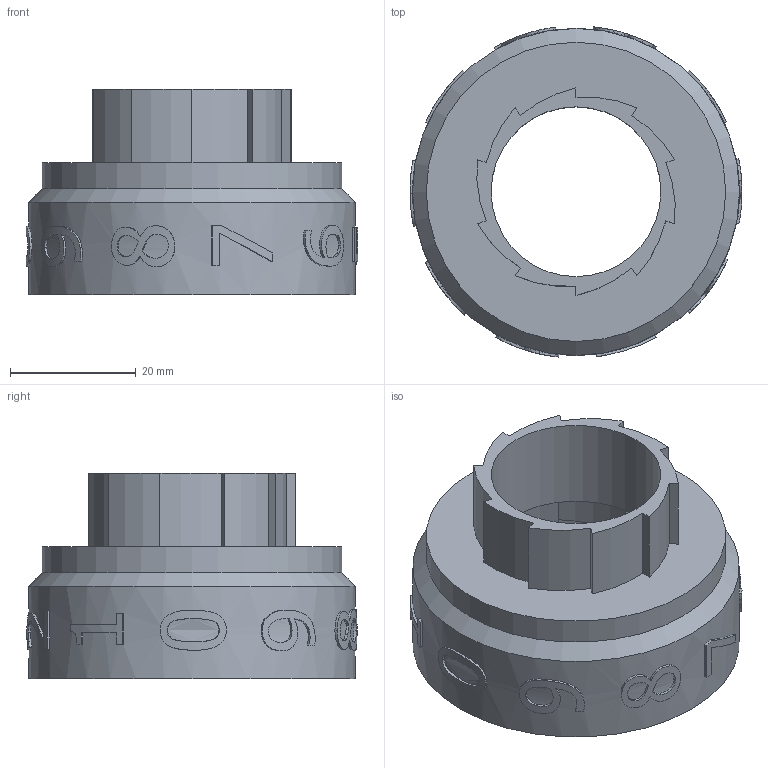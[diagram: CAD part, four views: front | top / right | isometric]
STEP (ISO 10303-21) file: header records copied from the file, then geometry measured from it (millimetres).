
FILE_DESCRIPTION(/* description */ (''),/* implementation_level */ '2;1');
FILE_NAME(/* name */ 'counter1.stp',/* time_stamp */ '2022-05-02T15:55:13+02:00',/* author */ ('ruben'),/* organization */ (''),/* preprocessor_version */ 'ST-DEVELOPER v18.1',/* originating_system */ 'Autodesk Inventor 2022',/* authorisation */ '');
FILE_SCHEMA (('AUTOMOTIVE_DESIGN { 1 0 10303 214 3 1 1 }'));
Length unit declared in the file: millimetre
Products named in the file (1): countingwheel first
Bounding box: 52.8 x 52.51 x 32.75 mm (x, y, z)
Volume: 18313.5 mm3; surface area: 11655.4 mm2
Topology: 1 solids, 1 shells, 243 faces, 668 edges, 445 vertices
Faces by surface type: bspline 117, plane 81, cylinder 44, cone 1
Full cylindrical faces by diameter (mm): 27 x1, 44.609 x1, 47.6 x1, 52 x1
Entity records: 10902 total; most frequent: CARTESIAN_POINT 5176, ORIENTED_EDGE 1336, DIRECTION 803, EDGE_CURVE 668, VERTEX_POINT 445, LINE 315, VECTOR 315, EDGE_LOOP 263
